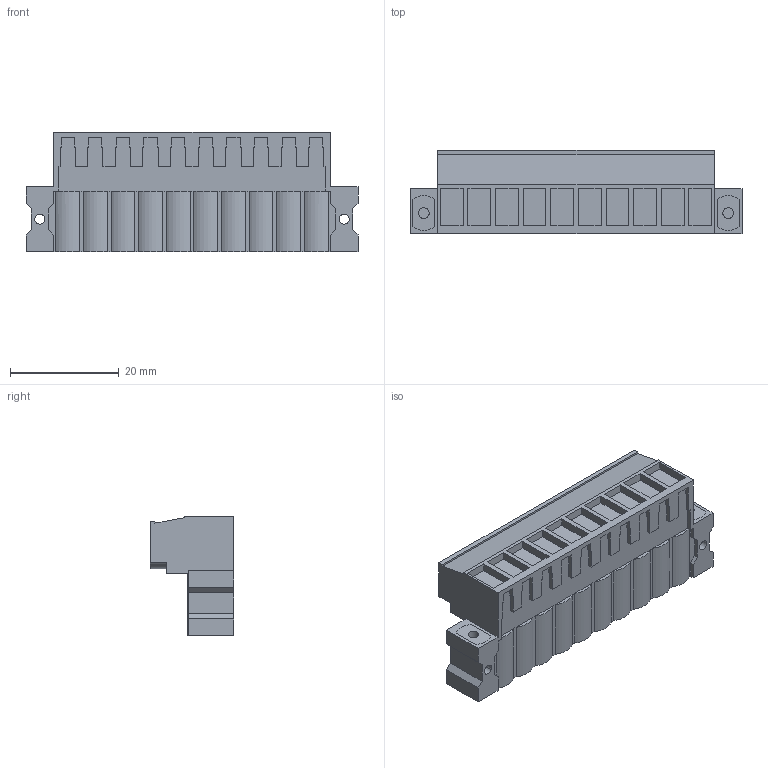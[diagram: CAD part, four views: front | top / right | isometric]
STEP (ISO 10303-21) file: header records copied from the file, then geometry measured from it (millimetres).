
FILE_DESCRIPTION(('CATIA V5 STEP Exchange','CAx-IF Rec.Pracs.--- Model Styling and Organization---1.2---2011-12-15'),'2;1');
FILE_NAME ('D1457471_0_1846440000_1846440000.stp','2017-05-17T11:17:33+00:00',('none'),('Weidmueller'),'CATIA Version 5-6 Release 2014','CATIA V5 STEP AP214','none');
FILE_SCHEMA(('AUTOMOTIVE_DESIGN { 1 0 10303 214 1 1 1 1 }'));
Length unit declared in the file: millimetre
Products named in the file (1): 1846440000
Bounding box: 61.06 x 15.38 x 22.05 mm (x, y, z)
Volume: 9544.8 mm3; surface area: 8644.9 mm2
Topology: 25 solids, 25 shells, 798 faces, 2153 edges, 1452 vertices
Faces by surface type: plane 600, cylinder 158, extrusion 40
Entity records: 24130 total; most frequent: CARTESIAN_POINT 5400, ORIENTED_EDGE 4306, DIRECTION 2963, EDGE_CURVE 2153, VECTOR 1749, LINE 1709, VERTEX_POINT 1452, EDGE_LOOP 877
